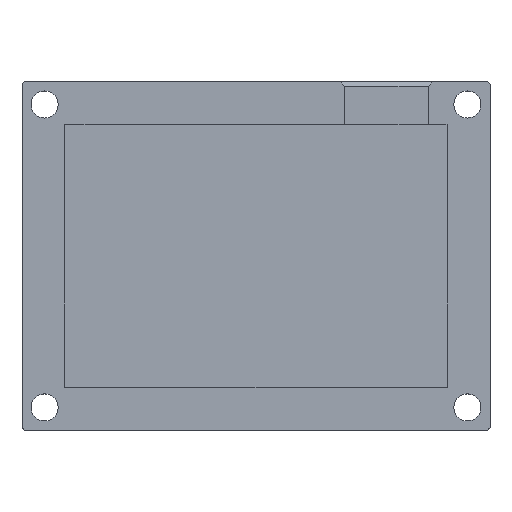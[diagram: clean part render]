
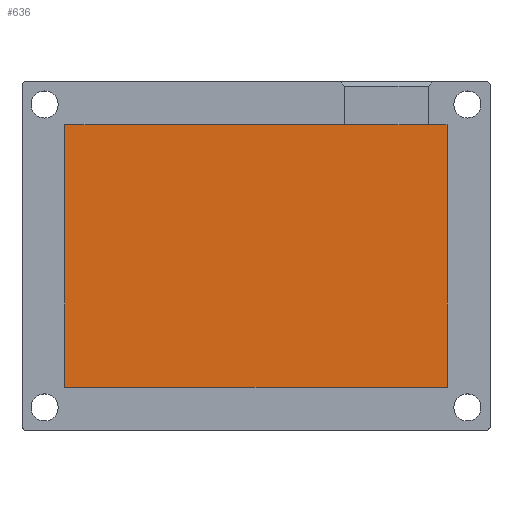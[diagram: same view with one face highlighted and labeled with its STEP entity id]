
A CAD part, top view. The second image highlights one B-rep face of the part: STEP entity #636.
In plain terms, the highlighted planar face has unit normal (0, 0, 1).
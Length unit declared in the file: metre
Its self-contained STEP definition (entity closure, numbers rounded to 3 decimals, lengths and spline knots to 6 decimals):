
#106=ORIENTED_EDGE('',*,*,#225,.F.);
#107=ORIENTED_EDGE('',*,*,#222,.T.);
#108=ORIENTED_EDGE('',*,*,#202,.T.);
#109=ORIENTED_EDGE('',*,*,#228,.F.);
#202=EDGE_CURVE('',#290,#289,#349,.T.);
#222=EDGE_CURVE('',#309,#290,#369,.T.);
#225=EDGE_CURVE('',#309,#311,#372,.T.);
#228=EDGE_CURVE('',#311,#289,#375,.T.);
#289=VERTEX_POINT('',#882);
#290=VERTEX_POINT('',#884);
#309=VERTEX_POINT('',#927);
#311=VERTEX_POINT('',#933);
#349=LINE('',#883,#428);
#369=LINE('',#926,#448);
#372=LINE('',#932,#451);
#375=LINE('',#938,#454);
#428=VECTOR('',#717,1.);
#448=VECTOR('',#745,1.);
#451=VECTOR('',#750,1.);
#454=VECTOR('',#755,1.);
#529=EDGE_LOOP('',(#106,#107,#108,#109));
#574=FACE_BOUND('',#529,.T.);
#603=PLANE('',#690);
#636=ADVANCED_FACE('',(#574),#603,.T.);
#690=AXIS2_PLACEMENT_3D('',#997,#807,#808);
#717=DIRECTION('',(-1.,0.,0.));
#745=DIRECTION('',(0.,1.,0.));
#750=DIRECTION('',(-1.,0.,0.));
#755=DIRECTION('',(0.,1.,0.));
#807=DIRECTION('',(0.,0.,1.));
#808=DIRECTION('',(1.,0.,0.));
#882=CARTESIAN_POINT('',(-0.04225,0.029,0.003));
#883=CARTESIAN_POINT('',(0.,0.029,0.003));
#884=CARTESIAN_POINT('',(0.04225,0.029,0.003));
#926=CARTESIAN_POINT('',(0.04225,0.,0.003));
#927=CARTESIAN_POINT('',(0.04225,-0.029,0.003));
#932=CARTESIAN_POINT('',(0.,-0.029,0.003));
#933=CARTESIAN_POINT('',(-0.04225,-0.029,0.003));
#938=CARTESIAN_POINT('',(-0.04225,0.,0.003));
#997=CARTESIAN_POINT('',(0.,0.,0.003));
